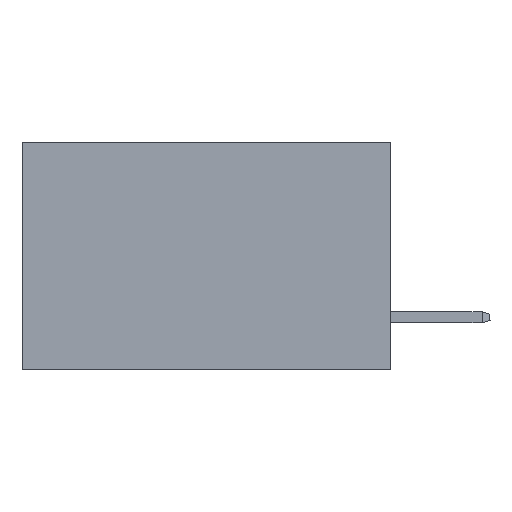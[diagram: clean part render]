
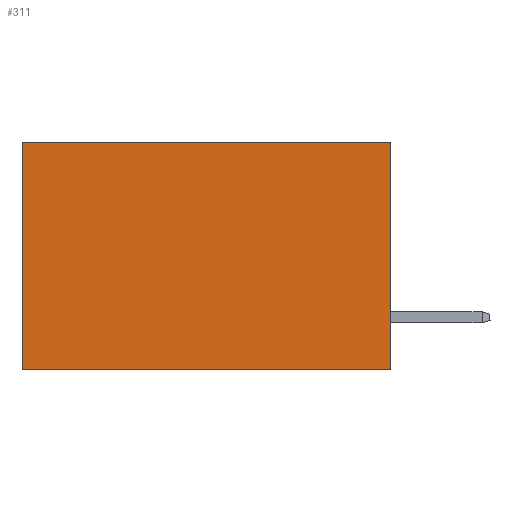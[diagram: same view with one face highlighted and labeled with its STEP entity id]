
A CAD part, left-side view. The second image highlights one B-rep face of the part: STEP entity #311.
In plain terms, the highlighted planar face has unit normal (-1, 0, 0).
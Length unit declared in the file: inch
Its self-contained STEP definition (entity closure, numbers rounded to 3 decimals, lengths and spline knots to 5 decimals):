
#311 = ADVANCED_FACE ( 'NONE', ( #31782 ), #34511, .F. ) ;
#688 = ORIENTED_EDGE ( 'NONE', *, *, #34652, .T. ) ;
#1092 = CARTESIAN_POINT ( 'NONE',  ( 0.2875, 0.6, 0. ) ) ;
#4185 = LINE ( 'NONE', #23678, #26169 ) ;
#6486 = CARTESIAN_POINT ( 'NONE',  ( 0.2875, 0., 0. ) ) ;
#6817 = DIRECTION ( 'NONE',  ( 0., 0., -1. ) ) ;
#7389 = CARTESIAN_POINT ( 'NONE',  ( 0.2875, 0., 0. ) ) ;
#7781 = AXIS2_PLACEMENT_3D ( 'NONE', #15027, #31244, #31217 ) ;
#8104 = VECTOR ( 'NONE', #9342, 39.37008 ) ;
#9342 = DIRECTION ( 'NONE',  ( 0., 1., 0. ) ) ;
#10219 = VERTEX_POINT ( 'NONE', #31509 ) ;
#10432 = VERTEX_POINT ( 'NONE', #12481 ) ;
#12481 = CARTESIAN_POINT ( 'NONE',  ( 0.2875, 0.6, 0. ) ) ;
#13429 = VECTOR ( 'NONE', #6817, 39.37008 ) ;
#15015 = EDGE_LOOP ( 'NONE', ( #30250, #17544, #29767, #688 ) ) ;
#15027 = CARTESIAN_POINT ( 'NONE',  ( 0.2875, 0., 0. ) ) ;
#17296 = EDGE_CURVE ( 'NONE', #10432, #35195, #21053, .T. ) ;
#17544 = ORIENTED_EDGE ( 'NONE', *, *, #33464, .F. ) ;
#20467 = CARTESIAN_POINT ( 'NONE',  ( 0.2875, 0.6, -0.37 ) ) ;
#21053 = LINE ( 'NONE', #1092, #13429 ) ;
#22781 = VERTEX_POINT ( 'NONE', #7389 ) ;
#23400 = LINE ( 'NONE', #6486, #8104 ) ;
#23678 = CARTESIAN_POINT ( 'NONE',  ( 0.2875, 0., -0.37 ) ) ;
#26169 = VECTOR ( 'NONE', #26585, 39.37008 ) ;
#26585 = DIRECTION ( 'NONE',  ( 0., 1., 0. ) ) ;
#27127 = LINE ( 'NONE', #31667, #28001 ) ;
#28001 = VECTOR ( 'NONE', #34486, 39.37008 ) ;
#29767 = ORIENTED_EDGE ( 'NONE', *, *, #30375, .F. ) ;
#30250 = ORIENTED_EDGE ( 'NONE', *, *, #17296, .T. ) ;
#30375 = EDGE_CURVE ( 'NONE', #22781, #10219, #27127, .T. ) ;
#31217 = DIRECTION ( 'NONE',  ( 0., 0., -1. ) ) ;
#31244 = DIRECTION ( 'NONE',  ( 1., 0., 0. ) ) ;
#31509 = CARTESIAN_POINT ( 'NONE',  ( 0.2875, 0., -0.37 ) ) ;
#31667 = CARTESIAN_POINT ( 'NONE',  ( 0.2875, 0., 0. ) ) ;
#31782 = FACE_OUTER_BOUND ( 'NONE', #15015, .T. ) ;
#33464 = EDGE_CURVE ( 'NONE', #10219, #35195, #4185, .T. ) ;
#34486 = DIRECTION ( 'NONE',  ( 0., 0., -1. ) ) ;
#34511 = PLANE ( 'NONE',  #7781 ) ;
#34652 = EDGE_CURVE ( 'NONE', #22781, #10432, #23400, .T. ) ;
#35195 = VERTEX_POINT ( 'NONE', #20467 ) ;
